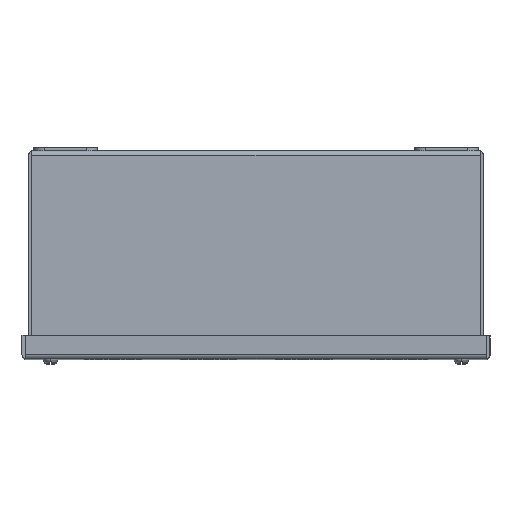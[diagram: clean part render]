
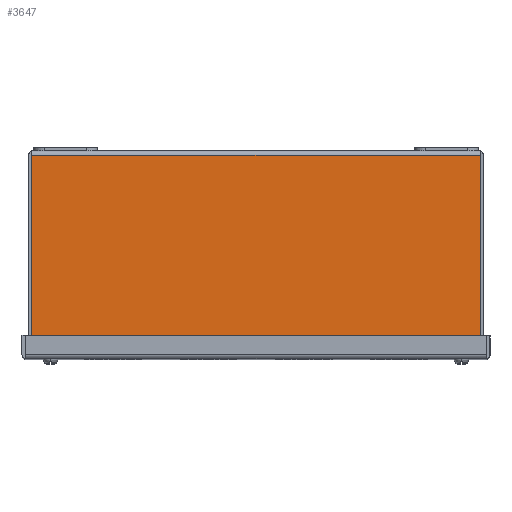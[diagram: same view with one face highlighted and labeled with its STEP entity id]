
A CAD part, top view. The second image highlights one B-rep face of the part: STEP entity #3647.
In plain terms, the highlighted planar face has unit normal (0, 0, 1).
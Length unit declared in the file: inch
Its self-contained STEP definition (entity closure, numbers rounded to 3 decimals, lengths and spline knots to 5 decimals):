
#1083 = EDGE_LOOP ( 'NONE', ( #4549, #7509, #21394, #9477 ) ) ;
#1618 = CARTESIAN_POINT ( 'NONE',  ( 5.30221, -4.642, 5.875 ) ) ;
#3647 = ADVANCED_FACE ( 'NONE', ( #13839 ), #24534, .F. ) ;
#4290 = EDGE_CURVE ( 'NONE', #19228, #20962, #16952, .T. ) ;
#4346 = DIRECTION ( 'NONE',  ( 1., 0., 0. ) ) ;
#4492 = EDGE_CURVE ( 'NONE', #26597, #5082, #18440, .T. ) ;
#4549 = ORIENTED_EDGE ( 'NONE', *, *, #4492, .F. ) ;
#4799 = CARTESIAN_POINT ( 'NONE',  ( 5.30221, 39.37008, 5.875 ) ) ;
#4995 = CARTESIAN_POINT ( 'NONE',  ( -5.30221, -0.108, 5.875 ) ) ;
#5082 = VERTEX_POINT ( 'NONE', #23590 ) ;
#6843 = EDGE_CURVE ( 'NONE', #20962, #26597, #15204, .T. ) ;
#7130 = DIRECTION ( 'NONE',  ( 0., -1., 0. ) ) ;
#7509 = ORIENTED_EDGE ( 'NONE', *, *, #6843, .F. ) ;
#8816 = VECTOR ( 'NONE', #4346, 39.37008 ) ;
#9028 = VECTOR ( 'NONE', #7130, 39.37008 ) ;
#9477 = ORIENTED_EDGE ( 'NONE', *, *, #22456, .T. ) ;
#11932 = CARTESIAN_POINT ( 'NONE',  ( 5.30221, -0.108, 5.875 ) ) ;
#13839 = FACE_OUTER_BOUND ( 'NONE', #1083, .T. ) ;
#14043 = DIRECTION ( 'NONE',  ( -1., 0., 0. ) ) ;
#15204 = LINE ( 'NONE', #4799, #9028 ) ;
#16296 = LINE ( 'NONE', #20282, #22089 ) ;
#16952 = LINE ( 'NONE', #23114, #8816 ) ;
#18440 = LINE ( 'NONE', #26387, #21049 ) ;
#19228 = VERTEX_POINT ( 'NONE', #4995 ) ;
#20282 = CARTESIAN_POINT ( 'NONE',  ( -5.30221, 39.37008, 5.875 ) ) ;
#20962 = VERTEX_POINT ( 'NONE', #11932 ) ;
#21049 = VECTOR ( 'NONE', #14043, 39.37008 ) ;
#21394 = ORIENTED_EDGE ( 'NONE', *, *, #4290, .F. ) ;
#22089 = VECTOR ( 'NONE', #24655, 39.37008 ) ;
#22343 = CARTESIAN_POINT ( 'NONE',  ( 37.031, 0., 5.875 ) ) ;
#22456 = EDGE_CURVE ( 'NONE', #19228, #5082, #16296, .T. ) ;
#22616 = DIRECTION ( 'NONE',  ( -1., 0., 0. ) ) ;
#22884 = DIRECTION ( 'NONE',  ( 0., 0., -1. ) ) ;
#23114 = CARTESIAN_POINT ( 'NONE',  ( -5.267, -0.108, 5.875 ) ) ;
#23590 = CARTESIAN_POINT ( 'NONE',  ( -5.30221, -4.642, 5.875 ) ) ;
#23645 = AXIS2_PLACEMENT_3D ( 'NONE', #22343, #22884, #22616 ) ;
#24534 = PLANE ( 'NONE',  #23645 ) ;
#24655 = DIRECTION ( 'NONE',  ( 0., -1., 0. ) ) ;
#26387 = CARTESIAN_POINT ( 'NONE',  ( -5.30221, -4.642, 5.875 ) ) ;
#26597 = VERTEX_POINT ( 'NONE', #1618 ) ;
